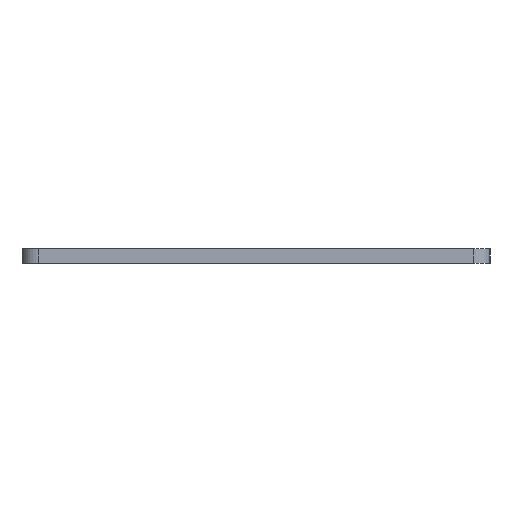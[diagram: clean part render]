
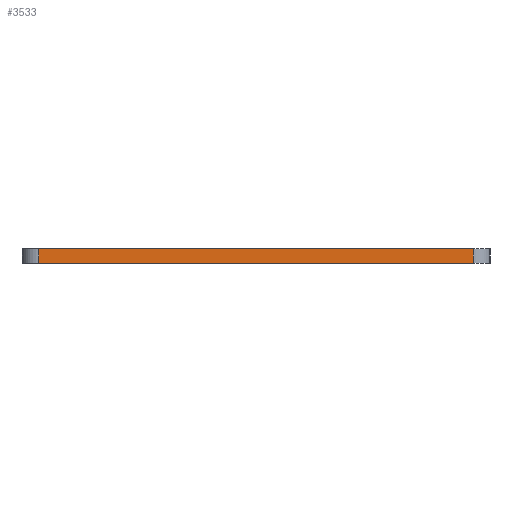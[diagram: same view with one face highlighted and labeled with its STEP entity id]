
A CAD part, left-side view. The second image highlights one B-rep face of the part: STEP entity #3533.
In plain terms, the highlighted planar face has unit normal (-1, 0, 0).
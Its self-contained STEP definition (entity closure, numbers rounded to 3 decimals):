
#221=FACE_OUTER_BOUND('',#397,.T.);
#397=EDGE_LOOP('',(#3111,#3112,#3113,#3114));
#694=LINE('',#5142,#1180);
#899=LINE('',#5540,#1385);
#900=LINE('',#5543,#1386);
#901=LINE('',#5544,#1387);
#1180=VECTOR('',#4183,10.);
#1385=VECTOR('',#4542,10.);
#1386=VECTOR('',#4545,10.);
#1387=VECTOR('',#4546,10.);
#1603=VERTEX_POINT('',#5139);
#1604=VERTEX_POINT('',#5141);
#1720=VERTEX_POINT('',#5538);
#1721=VERTEX_POINT('',#5542);
#2001=EDGE_CURVE('',#1603,#1604,#694,.T.);
#2213=EDGE_CURVE('',#1720,#1604,#899,.T.);
#2214=EDGE_CURVE('',#1720,#1721,#900,.T.);
#2215=EDGE_CURVE('',#1721,#1603,#901,.T.);
#3111=ORIENTED_EDGE('',*,*,#2214,.F.);
#3112=ORIENTED_EDGE('',*,*,#2213,.T.);
#3113=ORIENTED_EDGE('',*,*,#2001,.F.);
#3114=ORIENTED_EDGE('',*,*,#2215,.F.);
#3372=PLANE('',#3720);
#3533=ADVANCED_FACE('',(#221),#3372,.T.);
#3720=AXIS2_PLACEMENT_3D('',#5541,#4543,#4544);
#4183=DIRECTION('',(0.,-1.,0.));
#4542=DIRECTION('',(0.,0.,1.));
#4543=DIRECTION('center_axis',(-1.,0.,0.));
#4544=DIRECTION('ref_axis',(0.,-1.,0.));
#4545=DIRECTION('',(0.,1.,0.));
#4546=DIRECTION('',(0.,0.,1.));
#5139=CARTESIAN_POINT('',(-73.15,32.25,3.71));
#5141=CARTESIAN_POINT('',(-73.15,-32.25,3.71));
#5142=CARTESIAN_POINT('',(-73.15,16.125,3.71));
#5538=CARTESIAN_POINT('',(-73.15,-32.25,1.51));
#5540=CARTESIAN_POINT('',(-73.15,-32.25,1.51));
#5541=CARTESIAN_POINT('Origin',(-73.15,32.25,1.51));
#5542=CARTESIAN_POINT('',(-73.15,32.25,1.51));
#5543=CARTESIAN_POINT('',(-73.15,16.125,1.51));
#5544=CARTESIAN_POINT('',(-73.15,32.25,1.51));
